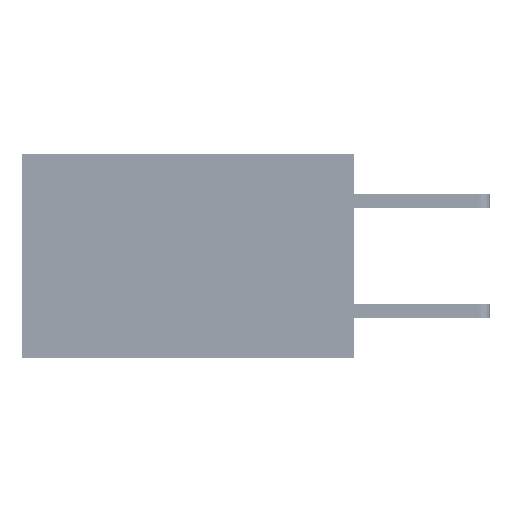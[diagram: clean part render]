
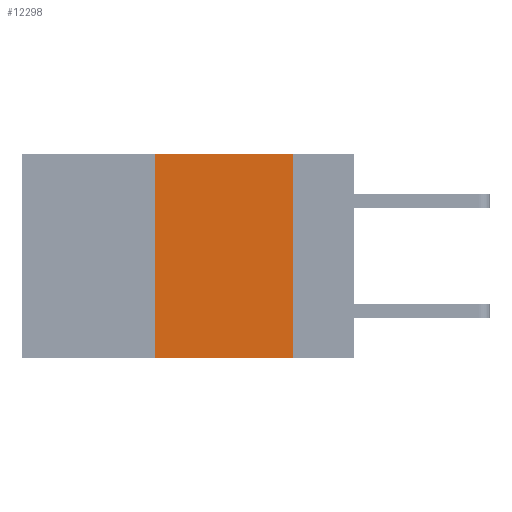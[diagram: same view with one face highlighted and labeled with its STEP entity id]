
A CAD part, left-side view. The second image highlights one B-rep face of the part: STEP entity #12298.
In plain terms, the highlighted planar face has unit normal (-1, 0, 0).
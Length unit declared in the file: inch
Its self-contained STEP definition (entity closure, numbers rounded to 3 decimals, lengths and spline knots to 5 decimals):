
#95 = PLANE ( 'NONE',  #37914 ) ;
#302 = VECTOR ( 'NONE', #4995, 39.37008 ) ;
#2070 = ORIENTED_EDGE ( 'NONE', *, *, #33654, .T. ) ;
#2276 = ORIENTED_EDGE ( 'NONE', *, *, #14209, .F. ) ;
#3863 = FACE_OUTER_BOUND ( 'NONE', #6750, .T. ) ;
#4586 = LINE ( 'NONE', #26790, #14135 ) ;
#4729 = ORIENTED_EDGE ( 'NONE', *, *, #29615, .F. ) ;
#4995 = DIRECTION ( 'NONE',  ( 0., -1., 0. ) ) ;
#6380 = DIRECTION ( 'NONE',  ( 0., 0., 1. ) ) ;
#6699 = LINE ( 'NONE', #37705, #23279 ) ;
#6750 = EDGE_LOOP ( 'NONE', ( #15822, #2276, #4729, #2070 ) ) ;
#6893 = CARTESIAN_POINT ( 'NONE',  ( 0., 0.36, -0.37 ) ) ;
#7901 = DIRECTION ( 'NONE',  ( 1., 0., 0. ) ) ;
#9965 = VERTEX_POINT ( 'NONE', #40042 ) ;
#10397 = LINE ( 'NONE', #31897, #44740 ) ;
#12298 = ADVANCED_FACE ( 'NONE', ( #3863 ), #95, .F. ) ;
#14135 = VECTOR ( 'NONE', #44069, 39.37008 ) ;
#14209 = EDGE_CURVE ( 'NONE', #9965, #26886, #19413, .T. ) ;
#14488 = CARTESIAN_POINT ( 'NONE',  ( 0., 0.6, 0. ) ) ;
#15822 = ORIENTED_EDGE ( 'NONE', *, *, #35160, .F. ) ;
#18288 = DIRECTION ( 'NONE',  ( 0., 0., -1. ) ) ;
#19413 = LINE ( 'NONE', #26289, #302 ) ;
#23279 = VECTOR ( 'NONE', #35312, 39.37008 ) ;
#25653 = VERTEX_POINT ( 'NONE', #29620 ) ;
#26102 = VERTEX_POINT ( 'NONE', #6893 ) ;
#26289 = CARTESIAN_POINT ( 'NONE',  ( 0., 0.6, 0. ) ) ;
#26790 = CARTESIAN_POINT ( 'NONE',  ( 0., 0.6, -0.37 ) ) ;
#26886 = VERTEX_POINT ( 'NONE', #34907 ) ;
#29615 = EDGE_CURVE ( 'NONE', #26102, #9965, #10397, .T. ) ;
#29620 = CARTESIAN_POINT ( 'NONE',  ( 0., 0.11, -0.37 ) ) ;
#31897 = CARTESIAN_POINT ( 'NONE',  ( 0., 0.36, 0. ) ) ;
#33654 = EDGE_CURVE ( 'NONE', #26102, #25653, #4586, .T. ) ;
#34907 = CARTESIAN_POINT ( 'NONE',  ( 0., 0.11, 0. ) ) ;
#35160 = EDGE_CURVE ( 'NONE', #26886, #25653, #6699, .T. ) ;
#35312 = DIRECTION ( 'NONE',  ( 0., 0., -1. ) ) ;
#37705 = CARTESIAN_POINT ( 'NONE',  ( 0., 0.11, 0. ) ) ;
#37914 = AXIS2_PLACEMENT_3D ( 'NONE', #14488, #7901, #18288 ) ;
#40042 = CARTESIAN_POINT ( 'NONE',  ( 0., 0.36, 0. ) ) ;
#44069 = DIRECTION ( 'NONE',  ( 0., -1., 0. ) ) ;
#44740 = VECTOR ( 'NONE', #6380, 39.37008 ) ;
